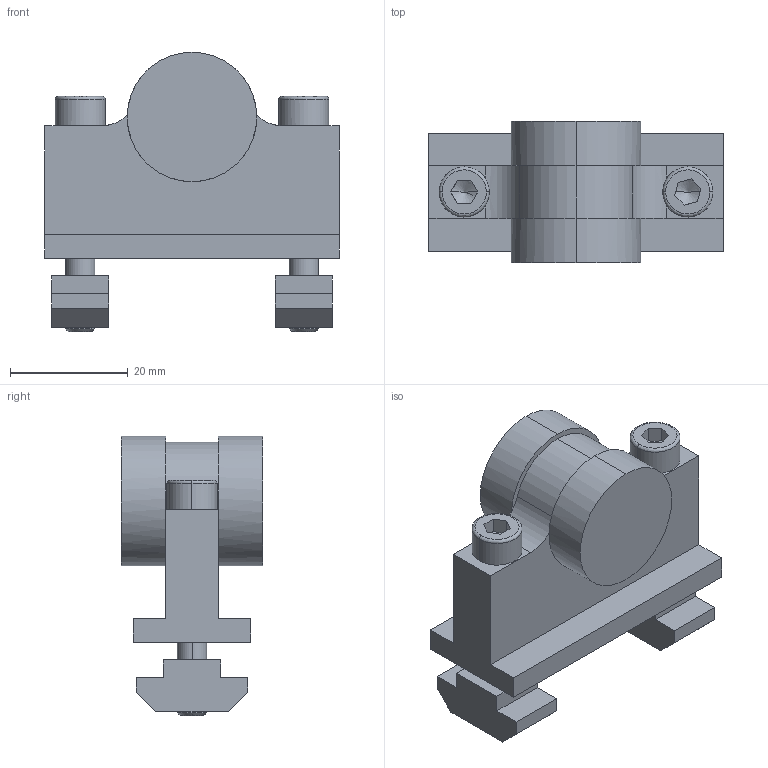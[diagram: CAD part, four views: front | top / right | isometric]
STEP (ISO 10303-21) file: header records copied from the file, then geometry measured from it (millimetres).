
FILE_DESCRIPTION (( 'STEP AP214' ), '1' );
FILE_NAME ('6728102', '2019-01-31T12:06:23', ( '' ), ('JUGARD+KÜNSTNER GmbH'), 'SwSTEP 2.0', 'SolidWorks 2017', '' );
FILE_SCHEMA (( 'AUTOMOTIVE_DESIGN' ));
Length unit declared in the file: millimetre
Products named in the file (1): 6728102_CNAJF00
Bounding box: 50 x 24 x 47.5 mm (x, y, z)
Volume: 22845.7 mm3; surface area: 9710.5 mm2
Topology: 1 solids, 1 shells, 93 faces, 235 edges, 150 vertices
Faces by surface type: plane 57, cylinder 24, cone 8, bspline 4
Entity records: 3090 total; most frequent: CARTESIAN_POINT 677, ORIENTED_EDGE 462, DIRECTION 453, EDGE_CURVE 231, AXIS2_PLACEMENT_3D 154, VERTEX_POINT 150, VECTOR 145, LINE 145
